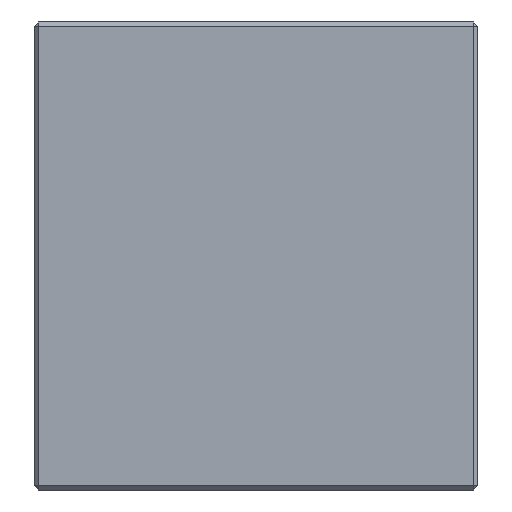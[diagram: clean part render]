
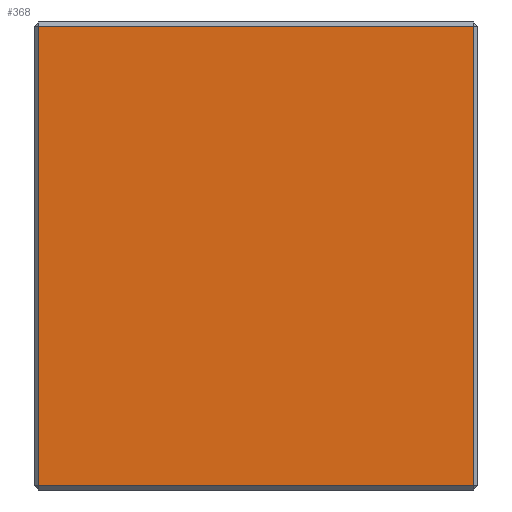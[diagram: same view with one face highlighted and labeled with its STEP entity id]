
A CAD part, left-side view. The second image highlights one B-rep face of the part: STEP entity #368.
In plain terms, the highlighted planar face has unit normal (-1, 0, 0).
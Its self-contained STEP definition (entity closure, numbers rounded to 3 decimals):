
#222 = LINE ( 'NONE', #2989, #1210 ) ;
#368 = ADVANCED_FACE ( 'NONE', ( #2947 ), #3003, .T. ) ;
#451 = DIRECTION ( 'NONE',  ( 0., 0., 1. ) ) ;
#692 = DIRECTION ( 'NONE',  ( 0., 0., -1. ) ) ;
#710 = DIRECTION ( 'NONE',  ( 0., -1., 0. ) ) ;
#779 = DIRECTION ( 'NONE',  ( 0., -1., 0. ) ) ;
#1104 = VERTEX_POINT ( 'NONE', #1248 ) ;
#1210 = VECTOR ( 'NONE', #1862, 1000. ) ;
#1248 = CARTESIAN_POINT ( 'NONE',  ( -39.462, -12.387, 28.5 ) ) ;
#1343 = ORIENTED_EDGE ( 'NONE', *, *, #3125, .T. ) ;
#1498 = DIRECTION ( 'NONE',  ( -1., 0., 0. ) ) ;
#1862 = DIRECTION ( 'NONE',  ( 0., 1., 0. ) ) ;
#1949 = CARTESIAN_POINT ( 'NONE',  ( -39.462, -12.387, -28.5 ) ) ;
#2013 = LINE ( 'NONE', #4755, #3116 ) ;
#2611 = EDGE_CURVE ( 'NONE', #4121, #3529, #2013, .T. ) ;
#2618 = VECTOR ( 'NONE', #710, 1000. ) ;
#2629 = CARTESIAN_POINT ( 'NONE',  ( -39.462, 42.113, -29. ) ) ;
#2849 = LINE ( 'NONE', #3409, #2969 ) ;
#2872 = AXIS2_PLACEMENT_3D ( 'NONE', #2629, #1498, #779 ) ;
#2908 = EDGE_LOOP ( 'NONE', ( #3325, #3578, #1343, #4181 ) ) ;
#2937 = CARTESIAN_POINT ( 'NONE',  ( -39.462, 41.613, 28.5 ) ) ;
#2947 = FACE_OUTER_BOUND ( 'NONE', #2908, .T. ) ;
#2969 = VECTOR ( 'NONE', #451, 1000. ) ;
#2989 = CARTESIAN_POINT ( 'NONE',  ( -39.462, 42.113, 28.5 ) ) ;
#3003 = PLANE ( 'NONE',  #2872 ) ;
#3116 = VECTOR ( 'NONE', #692, 1000. ) ;
#3125 = EDGE_CURVE ( 'NONE', #1104, #4121, #222, .T. ) ;
#3325 = ORIENTED_EDGE ( 'NONE', *, *, #4289, .T. ) ;
#3409 = CARTESIAN_POINT ( 'NONE',  ( -39.462, -12.387, -29. ) ) ;
#3529 = VERTEX_POINT ( 'NONE', #4317 ) ;
#3578 = ORIENTED_EDGE ( 'NONE', *, *, #3705, .T. ) ;
#3579 = LINE ( 'NONE', #4380, #2618 ) ;
#3705 = EDGE_CURVE ( 'NONE', #4451, #1104, #2849, .T. ) ;
#4121 = VERTEX_POINT ( 'NONE', #2937 ) ;
#4181 = ORIENTED_EDGE ( 'NONE', *, *, #2611, .T. ) ;
#4289 = EDGE_CURVE ( 'NONE', #3529, #4451, #3579, .T. ) ;
#4317 = CARTESIAN_POINT ( 'NONE',  ( -39.462, 41.613, -28.5 ) ) ;
#4380 = CARTESIAN_POINT ( 'NONE',  ( -39.462, -12.887, -28.5 ) ) ;
#4451 = VERTEX_POINT ( 'NONE', #1949 ) ;
#4755 = CARTESIAN_POINT ( 'NONE',  ( -39.462, 41.613, -29. ) ) ;
